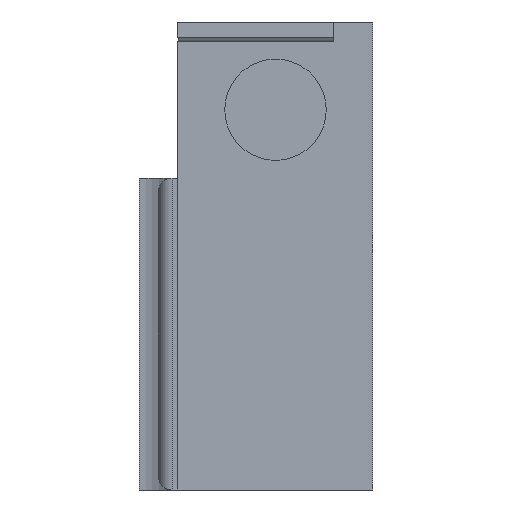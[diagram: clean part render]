
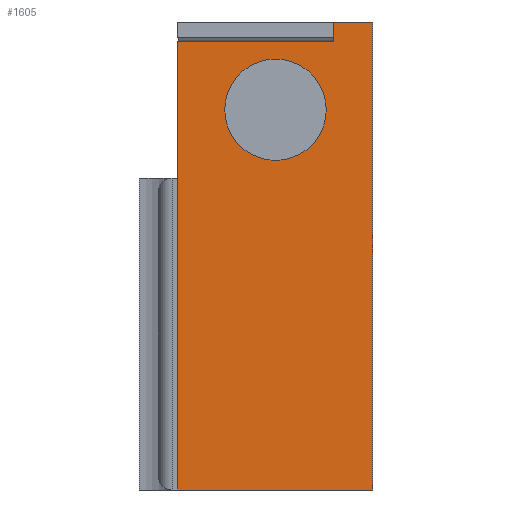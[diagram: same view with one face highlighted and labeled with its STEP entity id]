
A CAD part, left-side view. The second image highlights one B-rep face of the part: STEP entity #1605.
In plain terms, the highlighted planar face has unit normal (-1, 0, 0).
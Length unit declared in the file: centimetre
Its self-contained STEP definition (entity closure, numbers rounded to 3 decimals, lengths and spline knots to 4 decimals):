
#767=PLANE('',#1691);
#831=VECTOR('',#1893,1.);
#836=VECTOR('',#1899,1.);
#840=VECTOR('',#1904,1.);
#848=VECTOR('',#1916,1.);
#854=VECTOR('',#1925,1.);
#855=VECTOR('',#1927,1.);
#916=LINE('',#2276,#831);
#921=LINE('',#2287,#836);
#925=LINE('',#2294,#840);
#933=LINE('',#2310,#848);
#939=LINE('',#2322,#854);
#940=LINE('',#2324,#855);
#992=VERTEX_POINT('',#2239);
#1007=VERTEX_POINT('',#2275);
#1008=VERTEX_POINT('',#2277);
#1011=VERTEX_POINT('',#2285);
#1013=VERTEX_POINT('',#2288);
#1019=VERTEX_POINT('',#2311);
#1021=VERTEX_POINT('',#2321);
#1039=CIRCLE('',#1665,0.13);
#1130=EDGE_CURVE('',#992,#992,#1039,.T.);
#1146=EDGE_CURVE('',#1008,#1007,#916,.T.);
#1151=EDGE_CURVE('',#1013,#1011,#921,.T.);
#1155=EDGE_CURVE('',#1011,#1008,#925,.T.);
#1164=EDGE_CURVE('',#1019,#1013,#933,.T.);
#1170=EDGE_CURVE('',#1021,#1007,#939,.T.);
#1171=EDGE_CURVE('',#1021,#1019,#940,.T.);
#1400=ORIENTED_EDGE('',*,*,#1130,.T.);
#1401=ORIENTED_EDGE('',*,*,#1155,.T.);
#1402=ORIENTED_EDGE('',*,*,#1146,.T.);
#1403=ORIENTED_EDGE('',*,*,#1170,.F.);
#1404=ORIENTED_EDGE('',*,*,#1171,.T.);
#1405=ORIENTED_EDGE('',*,*,#1164,.T.);
#1406=ORIENTED_EDGE('',*,*,#1151,.T.);
#1478=EDGE_LOOP('',(#1400));
#1479=EDGE_LOOP('',(#1401,#1402,#1403,#1404,#1405,#1406));
#1547=FACE_BOUND('',#1478,.T.);
#1548=FACE_BOUND('',#1479,.T.);
#1605=ADVANCED_FACE('',(#1547,#1548),#767,.T.);
#1665=AXIS2_PLACEMENT_3D('',#2238,#1855,#1856);
#1691=AXIS2_PLACEMENT_3D('',#2323,#1926,$);
#1855=DIRECTION('',(1.,0.,0.));
#1856=DIRECTION('',(0.,0.13,0.));
#1893=DIRECTION('',(0.,0.,-1.));
#1899=DIRECTION('',(0.,0.,-1.));
#1904=DIRECTION('',(0.,1.,0.));
#1916=DIRECTION('',(0.,1.,0.));
#1925=DIRECTION('',(0.,1.,0.));
#1926=DIRECTION('',(-1.,0.,0.));
#1927=DIRECTION('',(0.,0.,1.));
#2238=CARTESIAN_POINT('',(-1.95,-0.05,0.375));
#2239=CARTESIAN_POINT('',(-1.95,0.08,0.375));
#2275=CARTESIAN_POINT('',(-1.95,0.2,-0.6));
#2276=CARTESIAN_POINT('',(-1.95,0.2,-1.7622));
#2277=CARTESIAN_POINT('',(-1.95,0.2,0.55));
#2285=CARTESIAN_POINT('',(-1.95,-0.2,0.55));
#2287=CARTESIAN_POINT('',(-1.95,-0.2,0.3));
#2288=CARTESIAN_POINT('',(-1.95,-0.2,0.6));
#2294=CARTESIAN_POINT('',(-1.95,-0.15,0.55));
#2310=CARTESIAN_POINT('',(-1.95,-0.3,0.6));
#2311=CARTESIAN_POINT('',(-1.95,-0.3,0.6));
#2321=CARTESIAN_POINT('',(-1.95,-0.3,-0.6));
#2322=CARTESIAN_POINT('',(-1.95,-0.3,-0.6));
#2323=CARTESIAN_POINT('',(-1.95,-0.3,0.));
#2324=CARTESIAN_POINT('',(-1.95,-0.3,-0.6));
